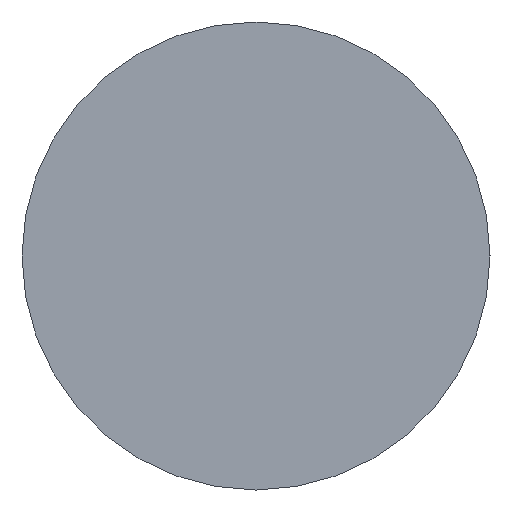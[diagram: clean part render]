
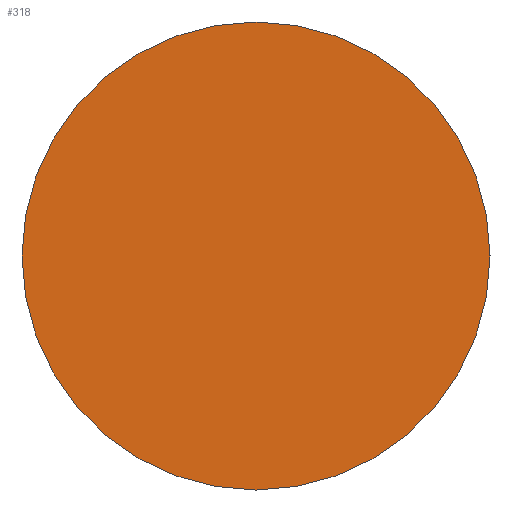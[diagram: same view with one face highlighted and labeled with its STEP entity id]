
A CAD part, left-side view. The second image highlights one B-rep face of the part: STEP entity #318.
In plain terms, the highlighted planar face has unit normal (-1, 0, 0).
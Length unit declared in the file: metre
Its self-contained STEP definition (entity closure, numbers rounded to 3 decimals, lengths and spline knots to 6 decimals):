
#24=PLANE('',#386);
#53=ORIENTED_EDGE('',*,*,#107,.F.);
#107=EDGE_CURVE('',#135,#135,#163,.T.);
#135=VERTEX_POINT('',#595);
#163=CIRCLE('',#384,0.010224);
#193=EDGE_LOOP('',(#53));
#249=FACE_BOUND('',#193,.T.);
#318=ADVANCED_FACE('',(#249),#24,.F.);
#384=AXIS2_PLACEMENT_3D('',#594,#456,#457);
#386=AXIS2_PLACEMENT_3D('',#598,#460,#461);
#456=DIRECTION('',(1.,0.,0.));
#457=DIRECTION('',(0.,0.,-1.));
#460=DIRECTION('',(1.,0.,0.));
#461=DIRECTION('',(0.,1.,0.));
#594=CARTESIAN_POINT('',(-0.15433,0.,0.43181));
#595=CARTESIAN_POINT('',(-0.15433,0.,0.421587));
#598=CARTESIAN_POINT('',(-0.15433,0.,0.43181));
